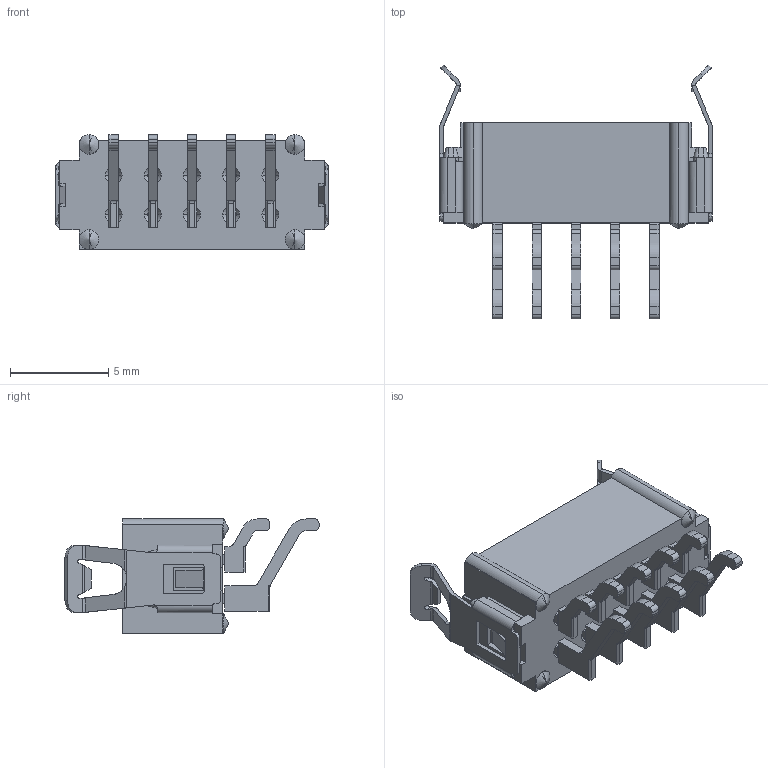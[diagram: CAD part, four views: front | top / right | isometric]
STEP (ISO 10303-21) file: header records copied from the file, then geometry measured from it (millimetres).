
FILE_DESCRIPTION((''),'2;1');
FILE_NAME('M80-6652005_ASM','2011-09-13T',('wbourne'),(''),'PRO/ENGINEER BY PARAMETRIC TECHNOLOGY CORPORATION, 2010280','PRO/ENGINEER BY PARAMETRIC TECHNOLOGY CORPORATION, 2010280','');
FILE_SCHEMA(('CONFIG_CONTROL_DESIGN','SHAPE_APPEARANCE_LAYERS_GROUPS'));
Length unit declared in the file: millimetre
Products named in the file (5): M80-1022098_SEPARATE_ROWS; M80-2340005; M80-2350005; M80-001XXXX; M80-6652005_ASM
Assembly tree (13 placements, depth 2):
  M80-6652005_ASM
    M80-1022098_SEPARATE_ROWS
    M80-2340005  x5
    M80-2350005  x5
    M80-001XXXX  x2
Bounding box: 13.9 x 12.95 x 5.85 mm (x, y, z)
Volume: 233.5 mm3; surface area: 816.5 mm2
Topology: 13 solids, 13 shells, 859 faces, 2346 edges, 1492 vertices
Faces by surface type: plane 553, cylinder 242, cone 64
Entity records: 14600 total; most frequent: CARTESIAN_POINT 2269, ORIENTED_EDGE 1866, DIRECTION 1797, PRESENTATION_STYLE_ASSIGNMENT 981, STYLED_ITEM 937, CURVE_STYLE 933, EDGE_CURVE 933, VECTOR 673
